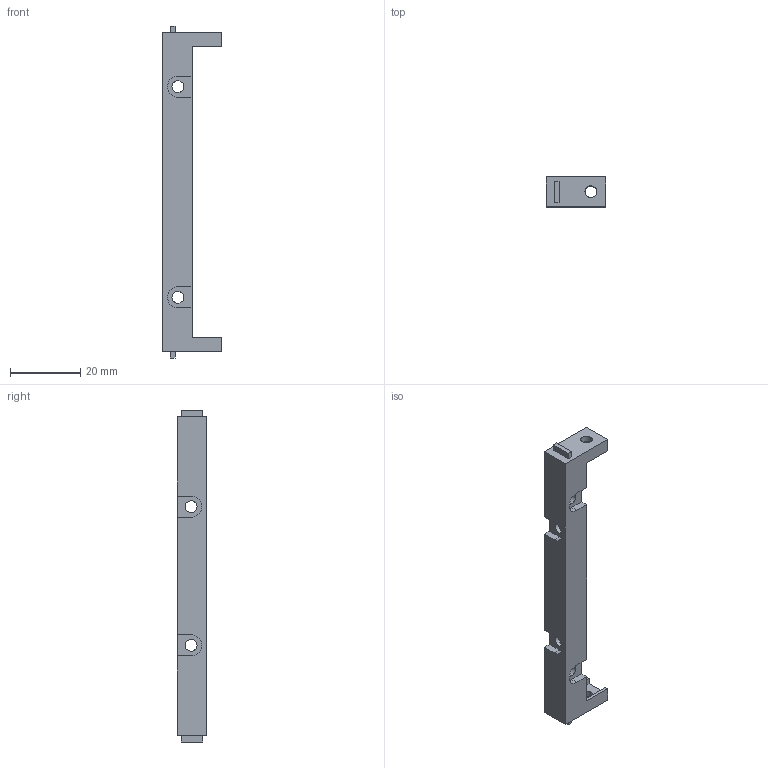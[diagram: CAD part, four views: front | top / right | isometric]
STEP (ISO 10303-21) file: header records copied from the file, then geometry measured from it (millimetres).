
FILE_DESCRIPTION (( 'STEP AP203' ), '1' );
FILE_NAME ('Ïåðåãîðîäêà òèï1.STEP', '2026-02-07T10:31:15', ( '' ), ( '' ), 'SwSTEP 2.0', 'SolidWorks 2024', '' );
FILE_SCHEMA (( 'CONFIG_CONTROL_DESIGN' ));
Length unit declared in the file: millimetre
Products named in the file (1): Перегородка тип1
Bounding box: 17 x 8.5 x 94.6 mm (x, y, z)
Volume: 6126.3 mm3; surface area: 4208.4 mm2
Topology: 1 solids, 1 shells, 86 faces, 230 edges, 152 vertices
Faces by surface type: plane 68, cylinder 18
Entity records: 2755 total; most frequent: CARTESIAN_POINT 481, ORIENTED_EDGE 460, DIRECTION 432, EDGE_CURVE 230, VECTOR 194, LINE 194, VERTEX_POINT 152, AXIS2_PLACEMENT_3D 119
